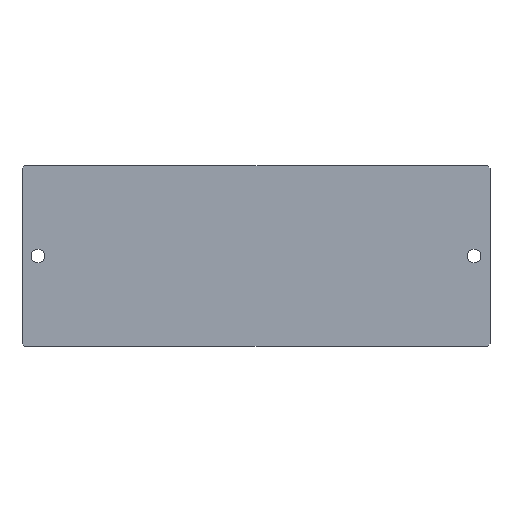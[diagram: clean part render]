
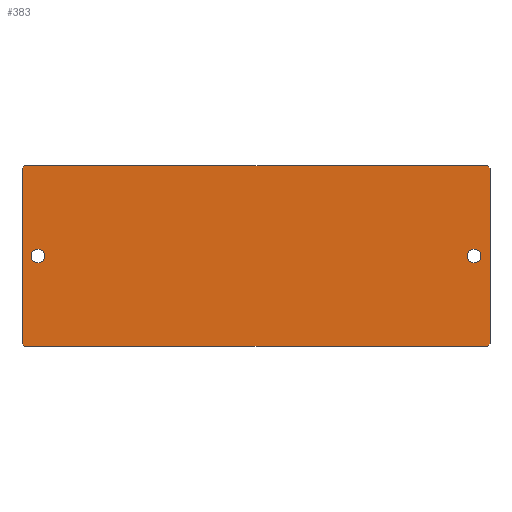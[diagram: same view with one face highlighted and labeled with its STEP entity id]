
A CAD part, top view. The second image highlights one B-rep face of the part: STEP entity #383.
In plain terms, the highlighted planar face has unit normal (0, 0, 1).
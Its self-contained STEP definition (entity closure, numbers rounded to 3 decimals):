
#7 = LINE ( 'NONE', #9, #494 ) ;
#9 = CARTESIAN_POINT ( 'NONE',  ( -60.75, -0.25, 0.76 ) ) ;
#10 = DIRECTION ( 'NONE',  ( -0.707, -0.707, 0. ) ) ;
#12 = CARTESIAN_POINT ( 'NONE',  ( -41., 0., 0.76 ) ) ;
#18 = DIRECTION ( 'NONE',  ( 1., 0., 0. ) ) ;
#20 = DIRECTION ( 'NONE',  ( 0., 0., 1. ) ) ;
#32 = CARTESIAN_POINT ( 'NONE',  ( -41., 0., 0.76 ) ) ;
#34 = DIRECTION ( 'NONE',  ( 1., 0., 0. ) ) ;
#42 = DIRECTION ( 'NONE',  ( 0., 0., 1. ) ) ;
#44 = CARTESIAN_POINT ( 'NONE',  ( 41., 0., 0.76 ) ) ;
#46 = DIRECTION ( 'NONE',  ( 1., 0., 0. ) ) ;
#50 = DIRECTION ( 'NONE',  ( 0., 0., 1. ) ) ;
#57 = CARTESIAN_POINT ( 'NONE',  ( -0.25, -60.75, 0.76 ) ) ;
#68 = LINE ( 'NONE', #57, #479 ) ;
#77 = DIRECTION ( 'NONE',  ( 0.707, 0.707, 0. ) ) ;
#92 = LINE ( 'NONE', #94, #493 ) ;
#94 = CARTESIAN_POINT ( 'NONE',  ( -44., 17., 0.76 ) ) ;
#96 = DIRECTION ( 'NONE',  ( 0., -1., 0. ) ) ;
#166 = VERTEX_POINT ( 'NONE', #284 ) ;
#168 = VERTEX_POINT ( 'NONE', #300 ) ;
#170 = VERTEX_POINT ( 'NONE', #294 ) ;
#172 = VERTEX_POINT ( 'NONE', #211 ) ;
#173 = VERTEX_POINT ( 'NONE', #277 ) ;
#175 = ORIENTED_EDGE ( 'NONE', *, *, #396, .T. ) ;
#181 = ORIENTED_EDGE ( 'NONE', *, *, #429, .T. ) ;
#183 = VERTEX_POINT ( 'NONE', #296 ) ;
#188 = ORIENTED_EDGE ( 'NONE', *, *, #403, .F. ) ;
#193 = VERTEX_POINT ( 'NONE', #299 ) ;
#194 = VERTEX_POINT ( 'NONE', #286 ) ;
#196 = VERTEX_POINT ( 'NONE', #291 ) ;
#197 = VERTEX_POINT ( 'NONE', #288 ) ;
#199 = VERTEX_POINT ( 'NONE', #295 ) ;
#205 = VERTEX_POINT ( 'NONE', #304 ) ;
#211 = CARTESIAN_POINT ( 'NONE',  ( 39.7, 0., 0.76 ) ) ;
#212 = ORIENTED_EDGE ( 'NONE', *, *, #393, .T. ) ;
#215 = ORIENTED_EDGE ( 'NONE', *, *, #394, .F. ) ;
#227 = ORIENTED_EDGE ( 'NONE', *, *, #411, .F. ) ;
#231 = ORIENTED_EDGE ( 'NONE', *, *, #404, .T. ) ;
#233 = ORIENTED_EDGE ( 'NONE', *, *, #408, .F. ) ;
#239 = ORIENTED_EDGE ( 'NONE', *, *, #400, .T. ) ;
#249 = ORIENTED_EDGE ( 'NONE', *, *, #399, .T. ) ;
#250 = ORIENTED_EDGE ( 'NONE', *, *, #424, .T. ) ;
#259 = ORIENTED_EDGE ( 'NONE', *, *, #398, .T. ) ;
#270 = EDGE_LOOP ( 'NONE', ( #215, #227 ) ) ;
#271 = EDGE_LOOP ( 'NONE', ( #239, #175, #259, #231, #181, #249, #212, #250 ) ) ;
#277 = CARTESIAN_POINT ( 'NONE',  ( 42.3, 0., 0.76 ) ) ;
#280 = EDGE_LOOP ( 'NONE', ( #188, #233 ) ) ;
#284 = CARTESIAN_POINT ( 'NONE',  ( 43.5, -17., 0.76 ) ) ;
#286 = CARTESIAN_POINT ( 'NONE',  ( -42.3, 0., 0.76 ) ) ;
#288 = CARTESIAN_POINT ( 'NONE',  ( -43.5, -17., 0.76 ) ) ;
#291 = CARTESIAN_POINT ( 'NONE',  ( -44., -16.5, 0.76 ) ) ;
#294 = CARTESIAN_POINT ( 'NONE',  ( 44., 16.5, 0.76 ) ) ;
#295 = CARTESIAN_POINT ( 'NONE',  ( 44., -16.5, 0.76 ) ) ;
#296 = CARTESIAN_POINT ( 'NONE',  ( -44., 16.5, 0.76 ) ) ;
#299 = CARTESIAN_POINT ( 'NONE',  ( -43.5, 17., 0.76 ) ) ;
#300 = CARTESIAN_POINT ( 'NONE',  ( -39.7, 0., 0.76 ) ) ;
#304 = CARTESIAN_POINT ( 'NONE',  ( 43.5, 17., 0.76 ) ) ;
#317 = FACE_BOUND ( 'NONE', #270, .T. ) ;
#318 = CARTESIAN_POINT ( 'NONE',  ( -44., -17., 0.76 ) ) ;
#319 = DIRECTION ( 'NONE',  ( 0., 0., 1. ) ) ;
#324 = FACE_BOUND ( 'NONE', #280, .T. ) ;
#327 = FACE_OUTER_BOUND ( 'NONE', #271, .T. ) ;
#328 = DIRECTION ( 'NONE',  ( 1., 0., 0. ) ) ;
#329 = PLANE ( 'NONE',  #459 ) ;
#352 = CARTESIAN_POINT ( 'NONE',  ( 16.75, 43.75, 0.76 ) ) ;
#353 = DIRECTION ( 'NONE',  ( 1., 0., 0. ) ) ;
#354 = CARTESIAN_POINT ( 'NONE',  ( -44., -17., 0.76 ) ) ;
#355 = LINE ( 'NONE', #354, #461 ) ;
#357 = DIRECTION ( 'NONE',  ( 0., 0., 1. ) ) ;
#358 = DIRECTION ( 'NONE',  ( 1., 0., 0. ) ) ;
#359 = LINE ( 'NONE', #372, #449 ) ;
#360 = CARTESIAN_POINT ( 'NONE',  ( 41., 0., 0.76 ) ) ;
#364 = LINE ( 'NONE', #352, #448 ) ;
#365 = DIRECTION ( 'NONE',  ( -0.707, 0.707, 0. ) ) ;
#367 = LINE ( 'NONE', #369, #490 ) ;
#368 = LINE ( 'NONE', #371, #443 ) ;
#369 = CARTESIAN_POINT ( 'NONE',  ( 44., 17., 0.76 ) ) ;
#370 = DIRECTION ( 'NONE',  ( -1., 0., 0. ) ) ;
#371 = CARTESIAN_POINT ( 'NONE',  ( -43.75, -16.75, 0.76 ) ) ;
#372 = CARTESIAN_POINT ( 'NONE',  ( -44., 17., 0.76 ) ) ;
#373 = DIRECTION ( 'NONE',  ( 0.707, -0.707, 0. ) ) ;
#374 = DIRECTION ( 'NONE',  ( 0., 1., 0. ) ) ;
#383 = ADVANCED_FACE ( 'NONE', ( #324, #317, #327 ), #329, .T. ) ;
#393 = EDGE_CURVE ( 'NONE', #197, #166, #355, .T. ) ;
#394 = EDGE_CURVE ( 'NONE', #173, #172, #476, .T. ) ;
#396 = EDGE_CURVE ( 'NONE', #170, #205, #364, .T. ) ;
#398 = EDGE_CURVE ( 'NONE', #205, #193, #359, .T. ) ;
#399 = EDGE_CURVE ( 'NONE', #196, #197, #368, .T. ) ;
#400 = EDGE_CURVE ( 'NONE', #199, #170, #367, .T. ) ;
#403 = EDGE_CURVE ( 'NONE', #168, #194, #463, .T. ) ;
#404 = EDGE_CURVE ( 'NONE', #193, #183, #7, .T. ) ;
#408 = EDGE_CURVE ( 'NONE', #194, #168, #455, .T. ) ;
#411 = EDGE_CURVE ( 'NONE', #172, #173, #454, .T. ) ;
#424 = EDGE_CURVE ( 'NONE', #166, #199, #68, .T. ) ;
#429 = EDGE_CURVE ( 'NONE', #183, #196, #92, .T. ) ;
#443 = VECTOR ( 'NONE', #373, 1000. ) ;
#445 = AXIS2_PLACEMENT_3D ( 'NONE', #360, #357, #358 ) ;
#448 = VECTOR ( 'NONE', #365, 1000. ) ;
#449 = VECTOR ( 'NONE', #370, 1000. ) ;
#451 = AXIS2_PLACEMENT_3D ( 'NONE', #12, #20, #18 ) ;
#454 = CIRCLE ( 'NONE', #469, 1.3 ) ;
#455 = CIRCLE ( 'NONE', #462, 1.3 ) ;
#459 = AXIS2_PLACEMENT_3D ( 'NONE', #318, #319, #328 ) ;
#461 = VECTOR ( 'NONE', #353, 1000. ) ;
#462 = AXIS2_PLACEMENT_3D ( 'NONE', #32, #42, #34 ) ;
#463 = CIRCLE ( 'NONE', #451, 1.3 ) ;
#469 = AXIS2_PLACEMENT_3D ( 'NONE', #44, #50, #46 ) ;
#476 = CIRCLE ( 'NONE', #445, 1.3 ) ;
#479 = VECTOR ( 'NONE', #77, 1000. ) ;
#490 = VECTOR ( 'NONE', #374, 1000. ) ;
#493 = VECTOR ( 'NONE', #96, 1000. ) ;
#494 = VECTOR ( 'NONE', #10, 1000. ) ;
